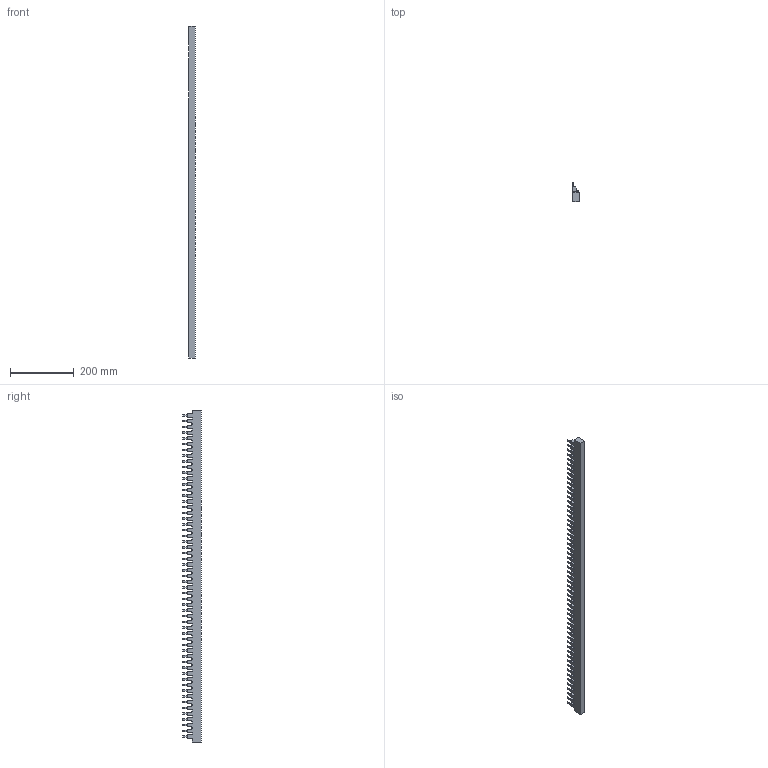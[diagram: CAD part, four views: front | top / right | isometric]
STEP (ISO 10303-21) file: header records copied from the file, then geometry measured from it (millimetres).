
FILE_DESCRIPTION (( 'STEP AP203' ), '1' );
FILE_NAME ('GMCBU-BB1P-57-100C.step', '2024-07-23T19:28:20', ( '' ), ( '' ), 'SwSTEP 2.0', 'SolidWorks 2023', '' );
FILE_SCHEMA (( 'CONFIG_CONTROL_DESIGN' ));
Length unit declared in the file: inch
Products named in the file (1): GMCBU-BB1P-57-100C
Bounding box: 19.3 x 59.2 x 1042.2 mm (x, y, z)
Volume: 701269.6 mm3; surface area: 152282.8 mm2
Topology: 1 solids, 1 shells, 1032 faces, 2919 edges, 1946 vertices
Faces by surface type: plane 1032
Entity records: 32782 total; most frequent: CARTESIAN_POINT 5898, ORIENTED_EDGE 5838, DIRECTION 4985, EDGE_CURVE 2919, VECTOR 2919, LINE 2919, VERTEX_POINT 1946, EDGE_LOOP 1089
